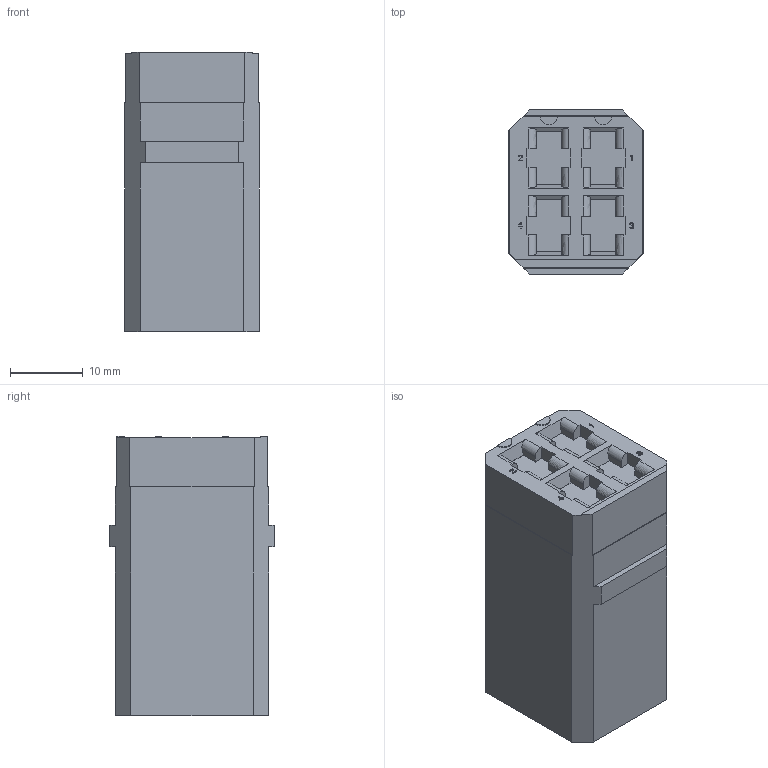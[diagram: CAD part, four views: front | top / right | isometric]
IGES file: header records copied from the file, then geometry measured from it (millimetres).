
Start section:  PTC IGES file: c-202625-2-ad-3d.igs
Global section: file name: c-202625-2-ad-3d.igs; native system: Creo Parametric by Parametric Technology Corporation; preprocessor: 2014090; author: workeradm; organization: Unknown; units: millimetre
Bounding box: 18.49 x 22.5 x 38.25 mm (x, y, z)
Surface area: 3995.2 mm2 (no closed solid volume)
Topology: 0 solids, 0 shells, 247 faces, 1392 edges, 1392 vertices
Faces by surface type: bspline 229, revolution 18
